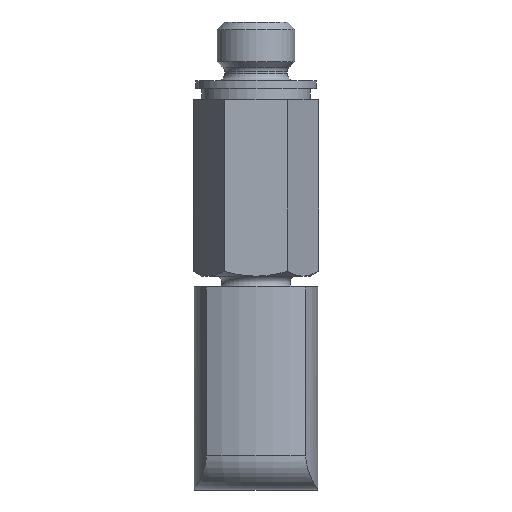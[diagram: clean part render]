
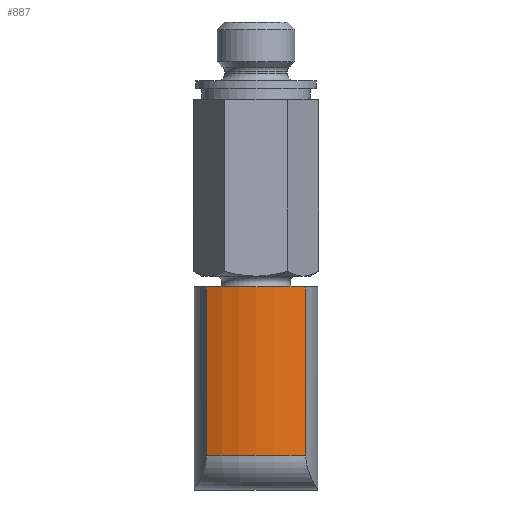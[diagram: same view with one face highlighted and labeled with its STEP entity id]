
A CAD part, left-side view. The second image highlights one B-rep face of the part: STEP entity #887.
In plain terms, the highlighted cylindrical face has radius 7 mm (diameter 14 mm), a partial arc.
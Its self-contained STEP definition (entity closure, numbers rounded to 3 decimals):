
#64=CYLINDRICAL_SURFACE('',#984,7.);
#81=LINE('',#1492,#120);
#84=LINE('',#1509,#123);
#120=VECTOR('',#1131,1000.);
#123=VECTOR('',#1140,1000.);
#204=ORIENTED_EDGE('',*,*,#419,.T.);
#205=ORIENTED_EDGE('',*,*,#432,.F.);
#206=ORIENTED_EDGE('',*,*,#425,.F.);
#207=ORIENTED_EDGE('',*,*,#415,.F.);
#415=EDGE_CURVE('',#526,#527,#601,.T.);
#419=EDGE_CURVE('',#526,#529,#81,.T.);
#425=EDGE_CURVE('',#527,#533,#84,.T.);
#432=EDGE_CURVE('',#533,#529,#608,.T.);
#526=VERTEX_POINT('',#1476);
#527=VERTEX_POINT('',#1478);
#529=VERTEX_POINT('',#1490);
#533=VERTEX_POINT('',#1505);
#601=CIRCLE('',#974,7.);
#608=CIRCLE('',#985,7.);
#663=EDGE_LOOP('',(#204,#205,#206,#207));
#762=FACE_BOUND('',#663,.T.);
#887=ADVANCED_FACE('',(#762),#64,.T.);
#974=AXIS2_PLACEMENT_3D('',#1477,#1124,#1125);
#984=AXIS2_PLACEMENT_3D('',#1521,#1152,#1153);
#985=AXIS2_PLACEMENT_3D('',#1522,#1154,#1155);
#1124=DIRECTION('',(0.,0.,1.));
#1125=DIRECTION('',(1.,0.,0.));
#1131=DIRECTION('',(0.,0.,-1.));
#1140=DIRECTION('',(0.,0.,-1.));
#1152=DIRECTION('',(0.,0.,-1.));
#1153=DIRECTION('',(-1.,0.,0.));
#1154=DIRECTION('',(0.,0.,-1.));
#1155=DIRECTION('',(-1.,0.,0.));
#1476=CARTESIAN_POINT('',(-3.217,3.217,9.6));
#1477=CARTESIAN_POINT('',(3.,0.,9.6));
#1478=CARTESIAN_POINT('',(-3.217,-3.217,9.6));
#1490=CARTESIAN_POINT('',(-3.217,3.217,-1.3));
#1492=CARTESIAN_POINT('',(-3.217,3.217,9.6));
#1505=CARTESIAN_POINT('',(-3.217,-3.217,-1.3));
#1509=CARTESIAN_POINT('',(-3.217,-3.217,9.6));
#1521=CARTESIAN_POINT('',(3.,0.,9.6));
#1522=CARTESIAN_POINT('',(3.,0.,-1.3));
